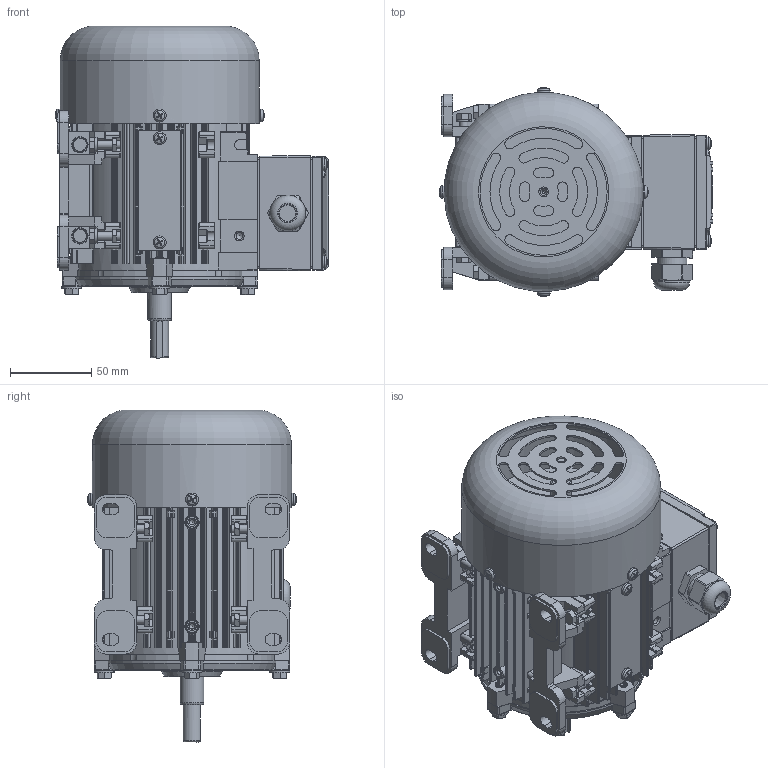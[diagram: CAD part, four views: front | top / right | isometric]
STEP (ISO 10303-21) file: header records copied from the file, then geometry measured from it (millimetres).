
FILE_DESCRIPTION((''),'2;1');
FILE_NAME('63M 0.20kW B3 TYPE MOTOR ASS''Y 20101221.stp','2011-03-16T08:21:34',('shyeom'),(''),'Autodesk Inventor 2011','Autodesk Inventor 2011','');
FILE_SCHEMA(('AUTOMOTIVE_DESIGN { 1 0 10303 214 1 1 1 1 }'));
Length unit declared in the file: millimetre
Products named in the file (21): 63M 0.20kW B3 TYPE MOTOR ASS'Y 20101221; 63M 200W FRAME L_T 20090417; 63M 200W REAR COVER L_T 20090417; 63M 200W FAN COVER 20090417; 63M 200W FRONT COVER L_T 20090417; 63M 200W SHAFT 20090416; LEAD BOX A 20080717; LEAD BOX B 20080702; RUBBER GASKET A 20080702; KS B 1023 - A  M 4 x 6 - H(1); JIS B 1251 번호 2 6; JIS B 1180 C 전체 스레드 - 미터 C M5 x 20; JIS B 1111 Z - 미터 A M4 x 14 - Z; CAP; BED; 63M 200W BASE BRACKET 20090417; JIS B 1251 번호 2 5; JIS B 1181 A/B - 미터 A/B M5; JIS B 1180 C 전체 스레드 - 미터 C M5 x 16; 63M 200W BASE BRACKET 20090417_MIR1; NAME PLATE PMAB020-4R4LA
Assembly tree (64 placements, depth 2):
  63M 0.20kW B3 TYPE MOTOR ASS'Y 20101221
    63M 200W FRAME L_T 20090417
    63M 200W REAR COVER L_T 20090417
    63M 200W FAN COVER 20090417
    63M 200W FRONT COVER L_T 20090417
    63M 200W SHAFT 20090416
    LEAD BOX A 20080717
    LEAD BOX B 20080702
    RUBBER GASKET A 20080702  x2
    KS B 1023 - A  M 4 x 6 - H(1)  x6
    JIS B 1251 번호 2 6  x8
    JIS B 1180 C 전체 스레드 - 미터 C M5 x 20  x8
    JIS B 1111 Z - 미터 A M4 x 14 - Z  x4
    CAP
    BED
    63M 200W BASE BRACKET 20090417
    JIS B 1251 번호 2 5  x8
    JIS B 1181 A/B - 미터 A/B M5  x8
    JIS B 1180 C 전체 스레드 - 미터 C M5 x 16  x8
    63M 200W BASE BRACKET 20090417_MIR1
    NAME PLATE PMAB020-4R4LA
Bounding box: 168.26 x 128.53 x 204 mm (x, y, z)
Volume: 518656.9 mm3; surface area: 328831.3 mm2
Topology: 64 solids, 64 shells, 3613 faces, 9463 edges, 6016 vertices
Faces by surface type: plane 1628, cylinder 1196, cone 479, torus 218, bspline 49, sphere 43
Full cylindrical faces by diameter (mm): 2 x2, 3.2 x4, 3.242 x20, 3.5 x16, 3.571 x10, 4 x10, 4.134 x18, 4.2 x2, 5 x28, 6 x13, 10 x4, 10.1 x1, 11 x1, 12 x1, 14.5 x2, 15 x2, 15.2 x1, 16 x1, 17.8 x1, 18 x1, 18.2 x2, 19 x2, 22 x2, 28 x1, 34 x1, 35 x1, 92 x1, 94 x2, 94.1 x1, 95 x3
Entity records: 92546 total; most frequent: CARTESIAN_POINT 21827, DIRECTION 15056, ORIENTED_EDGE 14372, EDGE_CURVE 7186, AXIS2_PLACEMENT_3D 5584, VERTEX_POINT 4737, VECTOR 3888, LINE 3888
